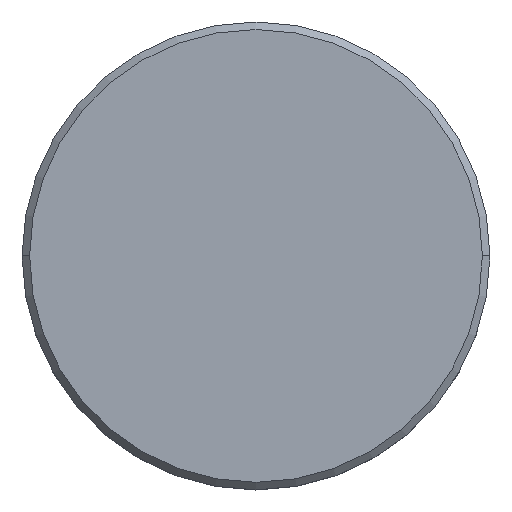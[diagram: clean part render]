
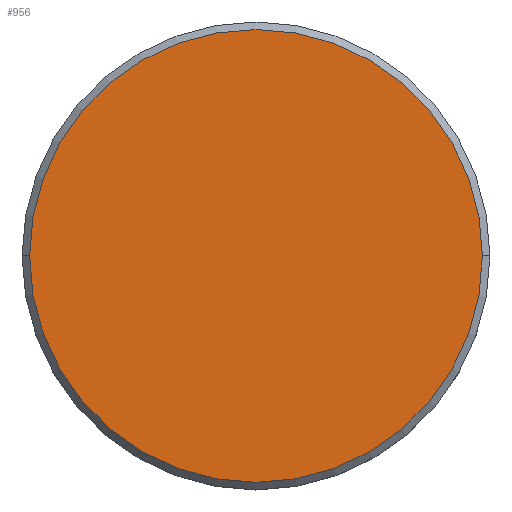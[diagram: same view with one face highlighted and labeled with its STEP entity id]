
A CAD part, top view. The second image highlights one B-rep face of the part: STEP entity #956.
In plain terms, the highlighted planar face has unit normal (0, 0, 1).
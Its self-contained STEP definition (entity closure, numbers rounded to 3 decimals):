
#19 = CARTESIAN_POINT ( 'NONE',  ( 0., 0., 0. ) ) ;
#22 = CARTESIAN_POINT ( 'NONE',  ( 15., 0., 0. ) ) ;
#142 = VERTEX_POINT ( 'NONE', #22 ) ;
#205 = DIRECTION ( 'NONE',  ( 1., 0., 0. ) ) ;
#255 = EDGE_CURVE ( 'NONE', #313, #142, #315, .T. ) ;
#301 = DIRECTION ( 'NONE',  ( 1., 0., 0. ) ) ;
#308 = DIRECTION ( 'NONE',  ( 0., 0., 1. ) ) ;
#313 = VERTEX_POINT ( 'NONE', #941 ) ;
#315 = CIRCLE ( 'NONE', #399, 15. ) ;
#319 = PLANE ( 'NONE',  #341 ) ;
#341 = AXIS2_PLACEMENT_3D ( 'NONE', #513, #680, #1151 ) ;
#399 = AXIS2_PLACEMENT_3D ( 'NONE', #1109, #308, #301 ) ;
#433 = FACE_OUTER_BOUND ( 'NONE', #908, .T. ) ;
#451 = ORIENTED_EDGE ( 'NONE', *, *, #255, .T. ) ;
#513 = CARTESIAN_POINT ( 'NONE',  ( 0., 0., 0. ) ) ;
#572 = ORIENTED_EDGE ( 'NONE', *, *, #671, .T. ) ;
#651 = DIRECTION ( 'NONE',  ( 0., 0., 1. ) ) ;
#671 = EDGE_CURVE ( 'NONE', #142, #313, #1021, .T. ) ;
#680 = DIRECTION ( 'NONE',  ( 0., 0., 1. ) ) ;
#786 = AXIS2_PLACEMENT_3D ( 'NONE', #19, #651, #205 ) ;
#908 = EDGE_LOOP ( 'NONE', ( #451, #572 ) ) ;
#941 = CARTESIAN_POINT ( 'NONE',  ( -15., 0., 0. ) ) ;
#956 = ADVANCED_FACE ( 'NONE', ( #433 ), #319, .T. ) ;
#1021 = CIRCLE ( 'NONE', #786, 15. ) ;
#1109 = CARTESIAN_POINT ( 'NONE',  ( 0., 0., 0. ) ) ;
#1151 = DIRECTION ( 'NONE',  ( 1., 0., 0. ) ) ;
